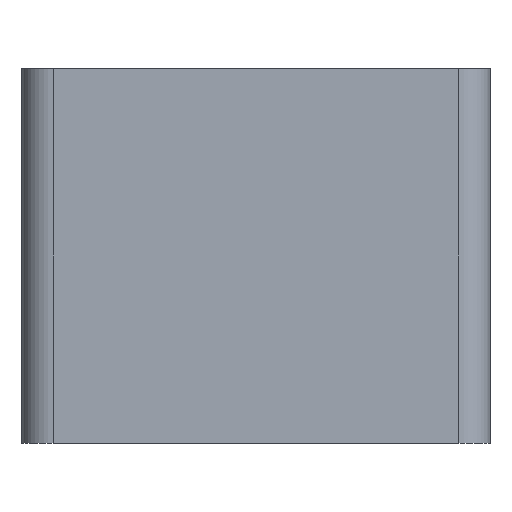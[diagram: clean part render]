
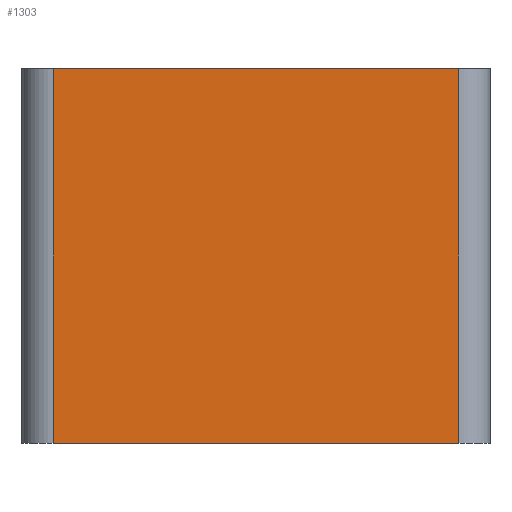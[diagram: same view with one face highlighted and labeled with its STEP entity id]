
A CAD part, front view. The second image highlights one B-rep face of the part: STEP entity #1303.
In plain terms, the highlighted planar face has unit normal (0, -1, 0).
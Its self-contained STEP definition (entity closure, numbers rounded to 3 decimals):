
#385=DIRECTION('',(0.,0.,-1.));
#386=VECTOR('',#385,12.);
#387=CARTESIAN_POINT('',(6.5,-5.9,12.));
#388=LINE('',#387,#386);
#730=DIRECTION('',(0.,0.,1.));
#731=VECTOR('',#730,12.);
#732=CARTESIAN_POINT('',(-6.5,-5.9,0.));
#733=LINE('',#732,#731);
#744=DIRECTION('',(1.,0.,0.));
#745=VECTOR('',#744,13.);
#746=CARTESIAN_POINT('',(-6.5,-5.9,0.));
#747=LINE('',#746,#745);
#751=DIRECTION('',(-1.,0.,0.));
#752=VECTOR('',#751,13.);
#753=CARTESIAN_POINT('',(6.5,-5.9,12.));
#754=LINE('',#753,#752);
#848=CARTESIAN_POINT('',(6.5,-5.9,12.));
#850=VERTEX_POINT('',#848);
#864=CARTESIAN_POINT('',(6.5,-5.9,0.));
#865=VERTEX_POINT('',#864);
#876=CARTESIAN_POINT('',(-6.5,-5.9,0.));
#877=VERTEX_POINT('',#876);
#880=CARTESIAN_POINT('',(-6.5,-5.9,12.));
#881=VERTEX_POINT('',#880);
#1292=CARTESIAN_POINT('',(-7.5,-5.9,0.));
#1293=DIRECTION('',(0.,-1.,0.));
#1294=DIRECTION('',(1.,0.,0.));
#1295=AXIS2_PLACEMENT_3D('',#1292,#1293,#1294);
#1296=PLANE('',#1295);
#1297=ORIENTED_EDGE('',*,*,#1096,.T.);
#1298=ORIENTED_EDGE('',*,*,#990,.F.);
#1299=ORIENTED_EDGE('',*,*,#1283,.T.);
#1300=ORIENTED_EDGE('',*,*,#1109,.F.);
#1301=EDGE_LOOP('',(#1297,#1298,#1299,#1300));
#1302=FACE_OUTER_BOUND('',#1301,.F.);
#990=EDGE_CURVE('',#877,#865,#747,.T.);
#1096=EDGE_CURVE('',#850,#865,#388,.T.);
#1109=EDGE_CURVE('',#850,#881,#754,.T.);
#1283=EDGE_CURVE('',#877,#881,#733,.T.);
#1303=ADVANCED_FACE('',(#1302),#1296,.T.);
